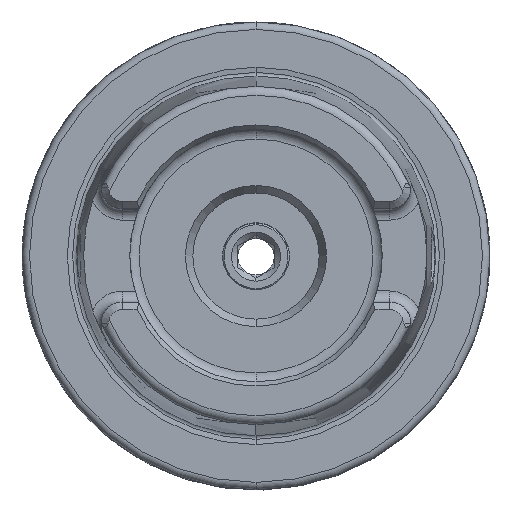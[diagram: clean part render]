
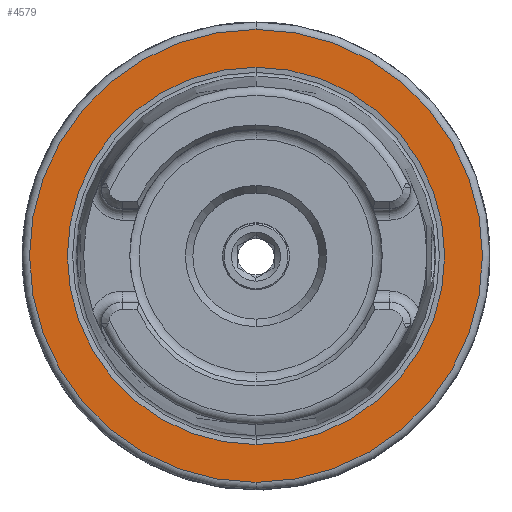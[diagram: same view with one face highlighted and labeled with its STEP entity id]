
A CAD part, top view. The second image highlights one B-rep face of the part: STEP entity #4579.
In plain terms, the highlighted planar face has unit normal (0, 0, 1).
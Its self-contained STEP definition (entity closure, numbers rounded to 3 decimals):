
#1274=CARTESIAN_POINT('',(0,0,26));
#1275=DIRECTION('',(0,0,-1));
#1276=DIRECTION('',(0,1,0));
#1277=AXIS2_PLACEMENT_3D('',#1274,#1275,#1276);
#1287=CARTESIAN_POINT('',(0,0,26));
#1288=DIRECTION('',(0,0,1));
#1289=DIRECTION('',(0,1,0));
#1290=AXIS2_PLACEMENT_3D('',#1287,#1288,#1289);
#1292=CARTESIAN_POINT('',(0,0,26));
#1293=DIRECTION('',(0,0,1));
#1294=DIRECTION('',(0,1,0));
#1295=AXIS2_PLACEMENT_3D('',#1292,#1293,#1294);
#1297=CARTESIAN_POINT('',(0,0,26));
#1298=DIRECTION('',(0,0,1));
#1299=DIRECTION('',(0,-1,0));
#1300=AXIS2_PLACEMENT_3D('',#1297,#1298,#1299);
#2780=CARTESIAN_POINT('',(0,25.409,26));
#2782=VERTEX_POINT('',#2780);
#2816=CARTESIAN_POINT('',(0,-25.409,26));
#2818=VERTEX_POINT('',#2816);
#2882=CARTESIAN_POINT('',(0,30.5,26));
#2883=CARTESIAN_POINT('',(0,-30.5,26));
#2884=VERTEX_POINT('',#2882);
#2885=VERTEX_POINT('',#2883);
#4564=CARTESIAN_POINT('',(0,0,26));
#4565=DIRECTION('',(0,0,-1));
#4566=DIRECTION('',(0,-1,0));
#4567=AXIS2_PLACEMENT_3D('',#4564,#4565,#4566);
#4568=PLANE('',#4567);
#4570=ORIENTED_EDGE('',*,*,#4569,.F.);
#4572=ORIENTED_EDGE('',*,*,#4571,.F.);
#4573=EDGE_LOOP('',(#4570,#4572));
#4574=FACE_OUTER_BOUND('',#4573,.F.);
#4575=ORIENTED_EDGE('',*,*,#4559,.T.);
#4576=ORIENTED_EDGE('',*,*,#4543,.F.);
#4577=EDGE_LOOP('',(#4575,#4576));
#4578=FACE_BOUND('',#4577,.F.);
#4579=ADVANCED_FACE('',(#4574,#4578),#4568,.F.);
#1278=CIRCLE('',#1277,25.409);
#1291=CIRCLE('',#1290,25.409);
#1296=CIRCLE('',#1295,30.5);
#1301=CIRCLE('',#1300,30.5);
#4543=EDGE_CURVE('',#2782,#2818,#1278,.T.);
#4559=EDGE_CURVE('',#2782,#2818,#1291,.T.);
#4569=EDGE_CURVE('',#2884,#2885,#1296,.T.);
#4571=EDGE_CURVE('',#2885,#2884,#1301,.T.);
